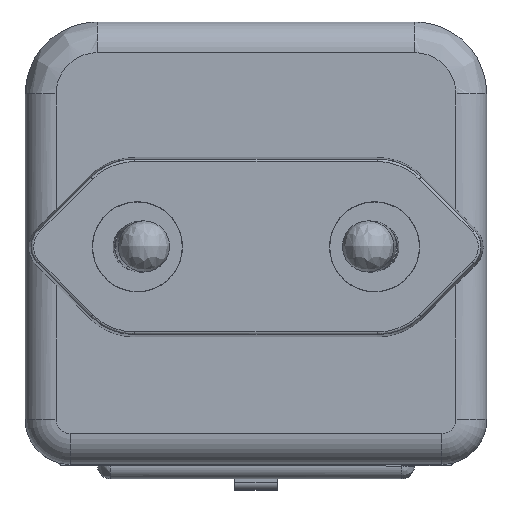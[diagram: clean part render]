
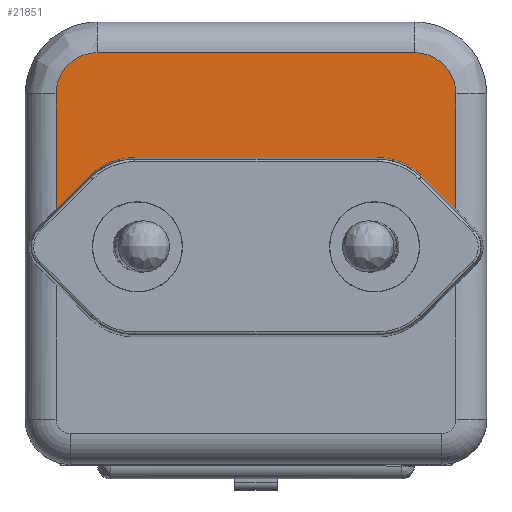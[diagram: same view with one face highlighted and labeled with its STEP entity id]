
A CAD part, top view. The second image highlights one B-rep face of the part: STEP entity #21851.
In plain terms, the highlighted planar face has unit normal (0, 0, 1).
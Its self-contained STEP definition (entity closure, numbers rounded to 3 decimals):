
#642 =( BOUNDED_CURVE ( )  B_SPLINE_CURVE ( 3, ( #2673, #14516, #16510, #4662 ),
 .UNSPECIFIED., .F., .T. ) 
 B_SPLINE_CURVE_WITH_KNOTS ( ( 4, 4 ),
 ( 0., 1. ),
 .UNSPECIFIED. ) 
 CURVE ( )  GEOMETRIC_REPRESENTATION_ITEM ( )  RATIONAL_B_SPLINE_CURVE ( ( 1., 0.805, 0.805, 1. ) ) 
 REPRESENTATION_ITEM ( '' )  );
#719 = CARTESIAN_POINT ( 'NONE',  ( -9.457, 1., -0.07 ) ) ;
#1007 = CARTESIAN_POINT ( 'NONE',  ( -15.6, 10.956, -0.07 ) ) ;
#1077 = EDGE_CURVE ( 'NONE', #15228, #19081, #9266, .T. ) ;
#2321 = DIRECTION ( 'NONE',  ( -0.707, 0.707, 0. ) ) ;
#2673 = CARTESIAN_POINT ( 'NONE',  ( 12.386, 14.17, -0.07 ) ) ;
#2711 = DIRECTION ( 'NONE',  ( -1., 0., 0. ) ) ;
#3003 = CARTESIAN_POINT ( 'NONE',  ( -15.6, 12.839, -0.07 ) ) ;
#3299 = EDGE_CURVE ( 'NONE', #18291, #15228, #24887, .T. ) ;
#3339 = CARTESIAN_POINT ( 'NONE',  ( 15.6, 1.928, -0.07 ) ) ;
#3641 = EDGE_CURVE ( 'NONE', #18782, #6344, #4835, .T. ) ;
#4337 = CARTESIAN_POINT ( 'NONE',  ( -12.993, 4.536, -0.07 ) ) ;
#4662 = CARTESIAN_POINT ( 'NONE',  ( 15.6, 10.956, -0.07 ) ) ;
#4835 = LINE ( 'NONE', #4945, #14733 ) ;
#4919 = EDGE_CURVE ( 'NONE', #22671, #8619, #21501, .T. ) ;
#4945 = CARTESIAN_POINT ( 'NONE',  ( 15.6, 11.067, -0.07 ) ) ;
#4994 = CARTESIAN_POINT ( 'NONE',  ( -12.386, 14.17, -0.07 ) ) ;
#5412 = ORIENTED_EDGE ( 'NONE', *, *, #18285, .F. ) ;
#5814 = DIRECTION ( 'NONE',  ( 0., 0., -1. ) ) ;
#6076 = CARTESIAN_POINT ( 'NONE',  ( -15.6, 1.928, -0.07 ) ) ;
#6097 = ORIENTED_EDGE ( 'NONE', *, *, #11713, .F. ) ;
#6344 = VERTEX_POINT ( 'NONE', #3339 ) ;
#6403 = EDGE_LOOP ( 'NONE', ( #16166, #18916, #6097, #22528, #14451, #19217, #5412, #16138, #8530, #18966 ) ) ;
#6549 = EDGE_CURVE ( 'NONE', #25049, #22081, #20201, .T. ) ;
#6774 = DIRECTION ( 'NONE',  ( -1., 0., 0. ) ) ;
#6878 = EDGE_CURVE ( 'NONE', #10833, #25049, #19555, .T. ) ;
#7255 = DIRECTION ( 'NONE',  ( -0.707, -0.707, 0. ) ) ;
#7809 = AXIS2_PLACEMENT_3D ( 'NONE', #23515, #5814, #19666 ) ;
#7812 = DIRECTION ( 'NONE',  ( 0., 0., 1. ) ) ;
#8530 = ORIENTED_EDGE ( 'NONE', *, *, #6878, .F. ) ;
#8580 = EDGE_CURVE ( 'NONE', #19081, #10833, #20105, .T. ) ;
#8619 = VERTEX_POINT ( 'NONE', #12345 ) ;
#8653 = CARTESIAN_POINT ( 'NONE',  ( -9.457, 6., -0.07 ) ) ;
#9025 = AXIS2_PLACEMENT_3D ( 'NONE', #719, #14554, #2711 ) ;
#9266 = LINE ( 'NONE', #13131, #13897 ) ;
#10833 = VERTEX_POINT ( 'NONE', #17448 ) ;
#11050 = CARTESIAN_POINT ( 'NONE',  ( 15.6, 1.928, -0.07 ) ) ;
#11713 = EDGE_CURVE ( 'NONE', #8619, #18291, #16932, .T. ) ;
#12268 = VECTOR ( 'NONE', #6774, 1000. ) ;
#12345 = CARTESIAN_POINT ( 'NONE',  ( 9.457, 6., -0.07 ) ) ;
#13131 = CARTESIAN_POINT ( 'NONE',  ( -12.993, 4.536, -0.07 ) ) ;
#13161 = VECTOR ( 'NONE', #2321, 1000. ) ;
#13872 = CARTESIAN_POINT ( 'NONE',  ( -28., 14.17, -0.07 ) ) ;
#13897 = VECTOR ( 'NONE', #7255, 1000. ) ;
#14451 = ORIENTED_EDGE ( 'NONE', *, *, #24562, .F. ) ;
#14516 = CARTESIAN_POINT ( 'NONE',  ( 14.269, 14.17, -0.07 ) ) ;
#14554 = DIRECTION ( 'NONE',  ( 0., 0., 1. ) ) ;
#14733 = VECTOR ( 'NONE', #20803, 1000. ) ;
#14850 = CARTESIAN_POINT ( 'NONE',  ( -14.269, 14.17, -0.07 ) ) ;
#15228 = VERTEX_POINT ( 'NONE', #4337 ) ;
#16138 = ORIENTED_EDGE ( 'NONE', *, *, #6549, .F. ) ;
#16166 = ORIENTED_EDGE ( 'NONE', *, *, #1077, .F. ) ;
#16169 = DIRECTION ( 'NONE',  ( 0., 1., 0. ) ) ;
#16510 = CARTESIAN_POINT ( 'NONE',  ( 15.6, 12.839, -0.07 ) ) ;
#16736 = CARTESIAN_POINT ( 'NONE',  ( 15.6, 10.956, -0.07 ) ) ;
#16932 = LINE ( 'NONE', #20628, #12268 ) ;
#17448 = CARTESIAN_POINT ( 'NONE',  ( -15.6, 10.956, -0.07 ) ) ;
#17647 = PLANE ( 'NONE',  #7809 ) ;
#18285 = EDGE_CURVE ( 'NONE', #22081, #18782, #642, .T. ) ;
#18291 = VERTEX_POINT ( 'NONE', #8653 ) ;
#18396 = LINE ( 'NONE', #11050, #13161 ) ;
#18782 = VERTEX_POINT ( 'NONE', #16736 ) ;
#18916 = ORIENTED_EDGE ( 'NONE', *, *, #3299, .F. ) ;
#18966 = ORIENTED_EDGE ( 'NONE', *, *, #8580, .F. ) ;
#19081 = VERTEX_POINT ( 'NONE', #6076 ) ;
#19217 = ORIENTED_EDGE ( 'NONE', *, *, #3641, .F. ) ;
#19555 =( BOUNDED_CURVE ( )  B_SPLINE_CURVE ( 3, ( #1007, #3003, #14850, #4994 ),
 .UNSPECIFIED., .F., .F. ) 
 B_SPLINE_CURVE_WITH_KNOTS ( ( 4, 4 ),
 ( 0., 1. ),
 .UNSPECIFIED. ) 
 CURVE ( )  GEOMETRIC_REPRESENTATION_ITEM ( )  RATIONAL_B_SPLINE_CURVE ( ( 1., 0.805, 0.805, 1. ) ) 
 REPRESENTATION_ITEM ( '' )  );
#19557 = VECTOR ( 'NONE', #23697, 1000. ) ;
#19666 = DIRECTION ( 'NONE',  ( -1., 0., 0. ) ) ;
#19680 = CARTESIAN_POINT ( 'NONE',  ( 9.457, 1., -0.07 ) ) ;
#20105 = LINE ( 'NONE', #24071, #24660 ) ;
#20201 = LINE ( 'NONE', #13872, #19557 ) ;
#20628 = CARTESIAN_POINT ( 'NONE',  ( -28., 6., -0.07 ) ) ;
#20803 = DIRECTION ( 'NONE',  ( 0., -1., 0. ) ) ;
#21441 = CARTESIAN_POINT ( 'NONE',  ( -12.386, 14.17, -0.07 ) ) ;
#21501 = CIRCLE ( 'NONE', #22902, 5. ) ;
#21670 = DIRECTION ( 'NONE',  ( -1., 0., 0. ) ) ;
#21851 = ADVANCED_FACE ( 'NONE', ( #25004 ), #17647, .F. ) ;
#22081 = VERTEX_POINT ( 'NONE', #24349 ) ;
#22290 = CARTESIAN_POINT ( 'NONE',  ( 12.993, 4.536, -0.07 ) ) ;
#22528 = ORIENTED_EDGE ( 'NONE', *, *, #4919, .F. ) ;
#22671 = VERTEX_POINT ( 'NONE', #22290 ) ;
#22902 = AXIS2_PLACEMENT_3D ( 'NONE', #19680, #7812, #21670 ) ;
#23515 = CARTESIAN_POINT ( 'NONE',  ( -28., -25.82, -0.07 ) ) ;
#23697 = DIRECTION ( 'NONE',  ( 1., 0., 0. ) ) ;
#24071 = CARTESIAN_POINT ( 'NONE',  ( -15.6, -78.702, -0.07 ) ) ;
#24349 = CARTESIAN_POINT ( 'NONE',  ( 12.386, 14.17, -0.07 ) ) ;
#24562 = EDGE_CURVE ( 'NONE', #6344, #22671, #18396, .T. ) ;
#24660 = VECTOR ( 'NONE', #16169, 1000. ) ;
#24887 = CIRCLE ( 'NONE', #9025, 5. ) ;
#25004 = FACE_OUTER_BOUND ( 'NONE', #6403, .T. ) ;
#25049 = VERTEX_POINT ( 'NONE', #21441 ) ;
